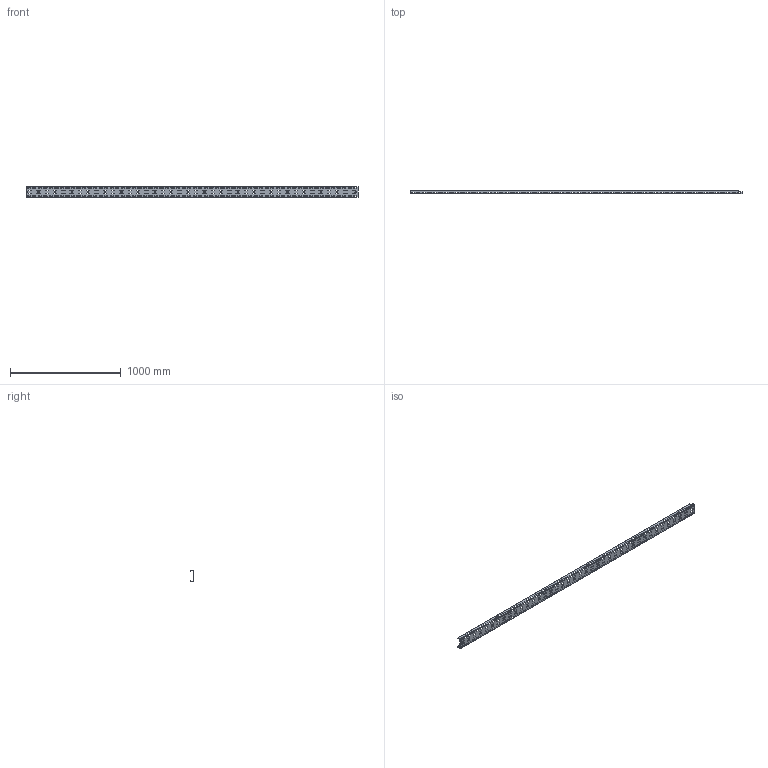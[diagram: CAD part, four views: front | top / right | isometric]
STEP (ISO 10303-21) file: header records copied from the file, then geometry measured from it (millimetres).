
FILE_DESCRIPTION (( 'STEP AP203' ), '1' );
FILE_NAME ('CLP10-035-100-070-3 Ëîòîê ïåðôîðèðîâàííûé 35õ100õ3000, 0,7ìì.STEP', '2016-02-04T09:21:34', ( '' ), ( '' ), 'SwSTEP 2.0', 'SolidWorks 2014', '' );
FILE_SCHEMA (( 'CONFIG_CONTROL_DESIGN' ));
Length unit declared in the file: millimetre
Products named in the file (1): CLP10-035-100-070-3 Ëîòîê ïåðôîðèðîâàííûé 35õ100õ3000, 0,7ìì
Bounding box: 3000 x 35 x 100 mm (x, y, z)
Volume: 338919.6 mm3; surface area: 988541.1 mm2
Topology: 1 solids, 1 shells, 1371 faces, 4154 edges, 2773 vertices
Faces by surface type: plane 712, cylinder 659
Full cylindrical faces by diameter (mm): 11 x19
Entity records: 48069 total; most frequent: CARTESIAN_POINT 8242, ORIENTED_EDGE 8232, DIRECTION 8178, EDGE_CURVE 4116, VECTOR 2798, LINE 2798, VERTEX_POINT 2754, AXIS2_PLACEMENT_3D 2690
